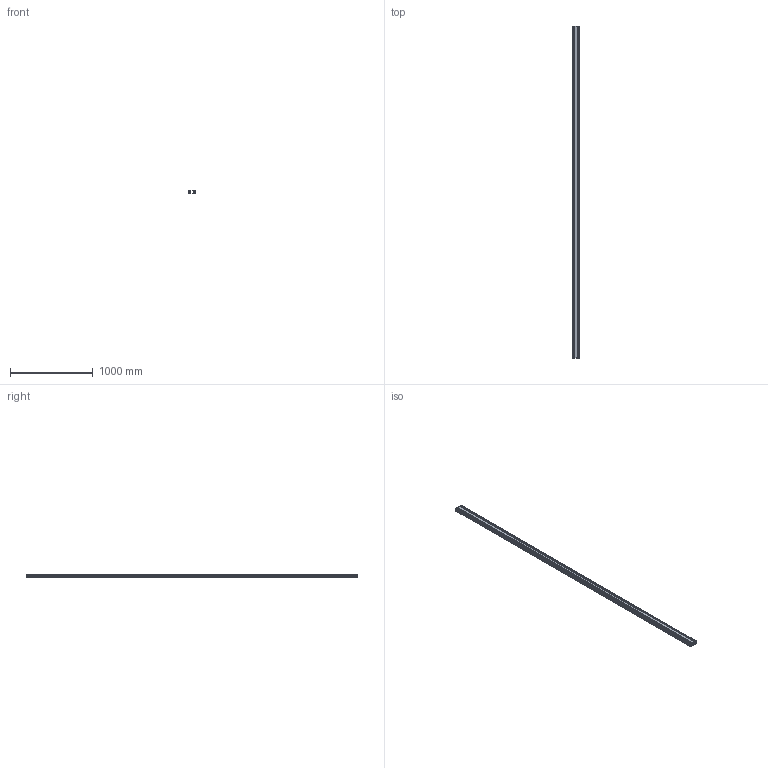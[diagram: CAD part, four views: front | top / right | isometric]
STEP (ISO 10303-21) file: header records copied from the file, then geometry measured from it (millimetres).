
FILE_DESCRIPTION(/* description */ (''),/* implementation_level */ '2;1');
FILE_NAME(/* name */ '45 x 90 Standard.step',/* time_stamp */ '2021-01-18T10:27:24-05:00',/* author */ (''),/* organization */ (''),/* preprocessor_version */ 'ST-DEVELOPER v18.1',/* originating_system */ 'Autodesk Translation Framework v9.7.1.1290',/* authorisation */ '');
FILE_SCHEMA (('AUTOMOTIVE_DESIGN { 1 0 10303 214 3 1 1 }'));
Length unit declared in the file: inch
Products named in the file (1): 45 x 90 Standard_no angles
Bounding box: 89.99 x 4000 x 45.01 mm (x, y, z)
Volume: 3611852.8 mm3; surface area: 3837556.5 mm2
Topology: 1 solids, 1 shells, 284 faces, 846 edges, 564 vertices
Faces by surface type: plane 160, cylinder 124
Entity records: 9648 total; most frequent: CARTESIAN_POINT 1695, ORIENTED_EDGE 1692, DIRECTION 1664, EDGE_CURVE 846, LINE 598, VECTOR 598, VERTEX_POINT 564, AXIS2_PLACEMENT_3D 533
